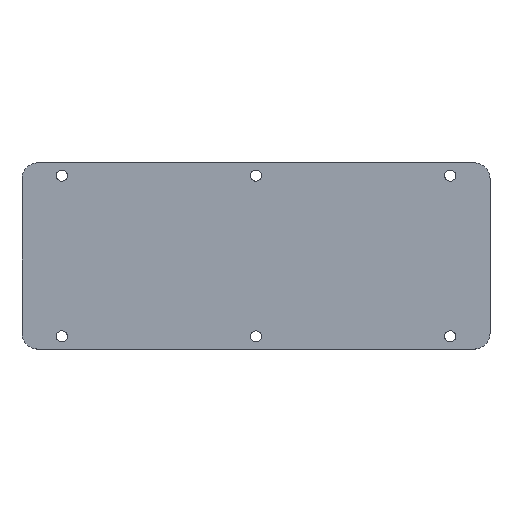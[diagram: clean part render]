
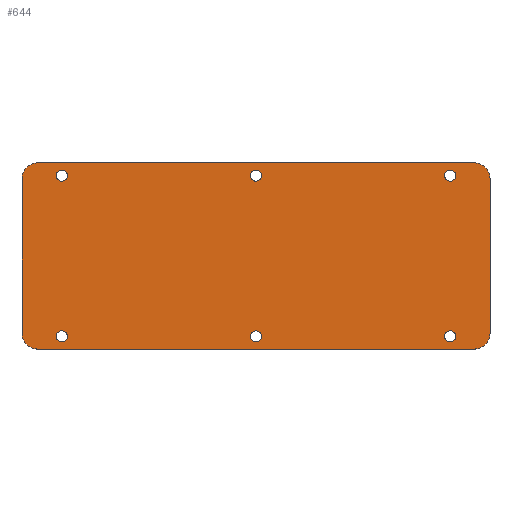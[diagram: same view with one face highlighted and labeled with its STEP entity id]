
A CAD part, top view. The second image highlights one B-rep face of the part: STEP entity #644.
In plain terms, the highlighted planar face has unit normal (0, 0, 1).
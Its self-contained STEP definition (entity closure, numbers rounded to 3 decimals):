
#468=AXIS2_PLACEMENT_3D('Circle Axis2P3D',#466,#467,$) ;
#482=AXIS2_PLACEMENT_3D('Plane Axis2P3D',#479,#480,#481) ;
#486=AXIS2_PLACEMENT_3D('Circle Axis2P3D',#484,#485,$) ;
#502=AXIS2_PLACEMENT_3D('Circle Axis2P3D',#500,#501,$) ;
#516=AXIS2_PLACEMENT_3D('Circle Axis2P3D',#514,#515,$) ;
#530=AXIS2_PLACEMENT_3D('Circle Axis2P3D',#528,#529,$) ;
#556=AXIS2_PLACEMENT_3D('Circle Axis2P3D',#554,#555,$) ;
#565=AXIS2_PLACEMENT_3D('Circle Axis2P3D',#563,#564,$) ;
#574=AXIS2_PLACEMENT_3D('Circle Axis2P3D',#572,#573,$) ;
#583=AXIS2_PLACEMENT_3D('Circle Axis2P3D',#581,#582,$) ;
#592=AXIS2_PLACEMENT_3D('Circle Axis2P3D',#590,#591,$) ;
#601=AXIS2_PLACEMENT_3D('Circle Axis2P3D',#599,#600,$) ;
#610=AXIS2_PLACEMENT_3D('Circle Axis2P3D',#608,#609,$) ;
#619=AXIS2_PLACEMENT_3D('Circle Axis2P3D',#617,#618,$) ;
#628=AXIS2_PLACEMENT_3D('Circle Axis2P3D',#626,#627,$) ;
#637=AXIS2_PLACEMENT_3D('Circle Axis2P3D',#635,#636,$) ;
#49=CARTESIAN_POINT('Vertex',(147.,112.5,6.)) ;
#53=CARTESIAN_POINT('Control Point',(147.,112.5,6.)) ;
#54=CARTESIAN_POINT('Control Point',(146.45,112.5,6.)) ;
#55=CARTESIAN_POINT('Control Point',(145.9,112.392,6.)) ;
#56=CARTESIAN_POINT('Control Point',(145.379,112.176,6.)) ;
#57=CARTESIAN_POINT('Control Point',(144.449,111.551,6.)) ;
#58=CARTESIAN_POINT('Control Point',(143.824,110.621,6.)) ;
#59=CARTESIAN_POINT('Control Point',(143.608,110.1,6.)) ;
#60=CARTESIAN_POINT('Control Point',(143.392,109.,6.)) ;
#61=CARTESIAN_POINT('Control Point',(143.608,107.9,6.)) ;
#62=CARTESIAN_POINT('Control Point',(143.824,107.379,6.)) ;
#63=CARTESIAN_POINT('Control Point',(144.449,106.449,6.)) ;
#64=CARTESIAN_POINT('Control Point',(145.379,105.824,6.)) ;
#65=CARTESIAN_POINT('Control Point',(145.9,105.608,6.)) ;
#66=CARTESIAN_POINT('Control Point',(146.45,105.5,6.)) ;
#67=CARTESIAN_POINT('Control Point',(147.,105.5,6.)) ;
#68=CARTESIAN_POINT('Vertex',(147.,105.5,6.)) ;
#466=CARTESIAN_POINT('Axis2P3D Location',(147.,109.,6.)) ;
#479=CARTESIAN_POINT('Axis2P3D Location',(284.,10.,6.)) ;
#484=CARTESIAN_POINT('Axis2P3D Location',(284.,10.,6.)) ;
#488=CARTESIAN_POINT('Vertex',(284.,0.,6.)) ;
#490=CARTESIAN_POINT('Vertex',(294.,10.,6.)) ;
#493=CARTESIAN_POINT('Line Origine',(294.,58.5,6.)) ;
#497=CARTESIAN_POINT('Vertex',(294.,107.,6.)) ;
#500=CARTESIAN_POINT('Axis2P3D Location',(284.,107.,6.)) ;
#504=CARTESIAN_POINT('Vertex',(284.,117.,6.)) ;
#507=CARTESIAN_POINT('Line Origine',(147.,117.,6.)) ;
#511=CARTESIAN_POINT('Vertex',(10.,117.,6.)) ;
#514=CARTESIAN_POINT('Axis2P3D Location',(10.,107.,6.)) ;
#518=CARTESIAN_POINT('Vertex',(0.,107.,6.)) ;
#521=CARTESIAN_POINT('Line Origine',(0.,58.5,6.)) ;
#525=CARTESIAN_POINT('Vertex',(0.,10.,6.)) ;
#528=CARTESIAN_POINT('Axis2P3D Location',(10.,10.,6.)) ;
#532=CARTESIAN_POINT('Vertex',(10.,0.,6.)) ;
#535=CARTESIAN_POINT('Line Origine',(147.,0.,6.)) ;
#554=CARTESIAN_POINT('Axis2P3D Location',(25.,109.,6.)) ;
#558=CARTESIAN_POINT('Vertex',(25.,105.5,6.)) ;
#560=CARTESIAN_POINT('Vertex',(25.,112.5,6.)) ;
#563=CARTESIAN_POINT('Axis2P3D Location',(25.,109.,6.)) ;
#572=CARTESIAN_POINT('Axis2P3D Location',(269.,109.,6.)) ;
#576=CARTESIAN_POINT('Vertex',(269.,105.5,6.)) ;
#578=CARTESIAN_POINT('Vertex',(269.,112.5,6.)) ;
#581=CARTESIAN_POINT('Axis2P3D Location',(269.,109.,6.)) ;
#590=CARTESIAN_POINT('Axis2P3D Location',(25.,8.,6.)) ;
#594=CARTESIAN_POINT('Vertex',(25.,4.5,6.)) ;
#596=CARTESIAN_POINT('Vertex',(25.,11.5,6.)) ;
#599=CARTESIAN_POINT('Axis2P3D Location',(25.,8.,6.)) ;
#608=CARTESIAN_POINT('Axis2P3D Location',(147.,8.,6.)) ;
#612=CARTESIAN_POINT('Vertex',(147.,4.5,6.)) ;
#614=CARTESIAN_POINT('Vertex',(147.,11.5,6.)) ;
#617=CARTESIAN_POINT('Axis2P3D Location',(147.,8.,6.)) ;
#626=CARTESIAN_POINT('Axis2P3D Location',(269.,8.,6.)) ;
#630=CARTESIAN_POINT('Vertex',(269.,4.5,6.)) ;
#632=CARTESIAN_POINT('Vertex',(269.,11.5,6.)) ;
#635=CARTESIAN_POINT('Axis2P3D Location',(269.,8.,6.)) ;
#467=DIRECTION('Axis2P3D Direction',(-0.,0.,1.)) ;
#480=DIRECTION('Axis2P3D Direction',(-0.,0.,1.)) ;
#481=DIRECTION('Axis2P3D XDirection',(0.,-1.,0.)) ;
#485=DIRECTION('Axis2P3D Direction',(-0.,0.,1.)) ;
#494=DIRECTION('Vector Direction',(0.,1.,0.)) ;
#501=DIRECTION('Axis2P3D Direction',(-0.,0.,1.)) ;
#508=DIRECTION('Vector Direction',(-1.,0.,0.)) ;
#515=DIRECTION('Axis2P3D Direction',(-0.,0.,1.)) ;
#522=DIRECTION('Vector Direction',(0.,-1.,0.)) ;
#529=DIRECTION('Axis2P3D Direction',(-0.,0.,1.)) ;
#536=DIRECTION('Vector Direction',(1.,0.,0.)) ;
#555=DIRECTION('Axis2P3D Direction',(-0.,0.,1.)) ;
#564=DIRECTION('Axis2P3D Direction',(-0.,0.,1.)) ;
#573=DIRECTION('Axis2P3D Direction',(-0.,0.,1.)) ;
#582=DIRECTION('Axis2P3D Direction',(-0.,0.,1.)) ;
#591=DIRECTION('Axis2P3D Direction',(-0.,0.,1.)) ;
#600=DIRECTION('Axis2P3D Direction',(-0.,0.,1.)) ;
#609=DIRECTION('Axis2P3D Direction',(-0.,0.,1.)) ;
#618=DIRECTION('Axis2P3D Direction',(-0.,0.,1.)) ;
#627=DIRECTION('Axis2P3D Direction',(-0.,0.,1.)) ;
#636=DIRECTION('Axis2P3D Direction',(-0.,0.,1.)) ;
#495=VECTOR('Line Direction',#494,1.) ;
#509=VECTOR('Line Direction',#508,1.) ;
#523=VECTOR('Line Direction',#522,1.) ;
#537=VECTOR('Line Direction',#536,1.) ;
#541=ORIENTED_EDGE('',*,*,#492,.T.) ;
#542=ORIENTED_EDGE('',*,*,#499,.T.) ;
#543=ORIENTED_EDGE('',*,*,#506,.T.) ;
#544=ORIENTED_EDGE('',*,*,#513,.T.) ;
#545=ORIENTED_EDGE('',*,*,#520,.T.) ;
#546=ORIENTED_EDGE('',*,*,#527,.T.) ;
#547=ORIENTED_EDGE('',*,*,#534,.T.) ;
#548=ORIENTED_EDGE('',*,*,#539,.T.) ;
#551=ORIENTED_EDGE('',*,*,#470,.F.) ;
#552=ORIENTED_EDGE('',*,*,#70,.F.) ;
#569=ORIENTED_EDGE('',*,*,#562,.F.) ;
#570=ORIENTED_EDGE('',*,*,#567,.F.) ;
#587=ORIENTED_EDGE('',*,*,#580,.F.) ;
#588=ORIENTED_EDGE('',*,*,#585,.F.) ;
#605=ORIENTED_EDGE('',*,*,#598,.F.) ;
#606=ORIENTED_EDGE('',*,*,#603,.F.) ;
#623=ORIENTED_EDGE('',*,*,#616,.F.) ;
#624=ORIENTED_EDGE('',*,*,#621,.F.) ;
#641=ORIENTED_EDGE('',*,*,#634,.F.) ;
#642=ORIENTED_EDGE('',*,*,#639,.F.) ;
#553=FACE_BOUND('',#550,.T.) ;
#571=FACE_BOUND('',#568,.T.) ;
#589=FACE_BOUND('',#586,.T.) ;
#607=FACE_BOUND('',#604,.T.) ;
#625=FACE_BOUND('',#622,.T.) ;
#643=FACE_BOUND('',#640,.T.) ;
#644=ADVANCED_FACE('Lineares Muster GPB',(#549,#553,#571,#589,#607,#625,#643),#483,.T.) ;
#52=B_SPLINE_CURVE_WITH_KNOTS('',5,(#53,#54,#55,#56,#57,#58,#59,#60,#61,#62,#63,#64,#65,#66,#67),.UNSPECIFIED.,.F.,.U.,(6,3,3,3,6),(-5.498,-2.749,0.,2.749,5.498),.UNSPECIFIED.) ;
#469=CIRCLE('generated circle',#468,3.5) ;
#487=CIRCLE('generated circle',#486,10.) ;
#503=CIRCLE('generated circle',#502,10.) ;
#517=CIRCLE('generated circle',#516,10.) ;
#531=CIRCLE('generated circle',#530,10.) ;
#557=CIRCLE('generated circle',#556,3.5) ;
#566=CIRCLE('generated circle',#565,3.5) ;
#575=CIRCLE('generated circle',#574,3.5) ;
#584=CIRCLE('generated circle',#583,3.5) ;
#593=CIRCLE('generated circle',#592,3.5) ;
#602=CIRCLE('generated circle',#601,3.5) ;
#611=CIRCLE('generated circle',#610,3.5) ;
#620=CIRCLE('generated circle',#619,3.5) ;
#629=CIRCLE('generated circle',#628,3.5) ;
#638=CIRCLE('generated circle',#637,3.5) ;
#70=EDGE_CURVE('',#50,#69,#52,.T.) ;
#470=EDGE_CURVE('',#69,#50,#469,.T.) ;
#492=EDGE_CURVE('',#489,#491,#487,.T.) ;
#499=EDGE_CURVE('',#491,#498,#496,.T.) ;
#506=EDGE_CURVE('',#498,#505,#503,.T.) ;
#513=EDGE_CURVE('',#505,#512,#510,.T.) ;
#520=EDGE_CURVE('',#512,#519,#517,.T.) ;
#527=EDGE_CURVE('',#519,#526,#524,.T.) ;
#534=EDGE_CURVE('',#526,#533,#531,.T.) ;
#539=EDGE_CURVE('',#533,#489,#538,.T.) ;
#562=EDGE_CURVE('',#559,#561,#557,.T.) ;
#567=EDGE_CURVE('',#561,#559,#566,.T.) ;
#580=EDGE_CURVE('',#577,#579,#575,.T.) ;
#585=EDGE_CURVE('',#579,#577,#584,.T.) ;
#598=EDGE_CURVE('',#595,#597,#593,.T.) ;
#603=EDGE_CURVE('',#597,#595,#602,.T.) ;
#616=EDGE_CURVE('',#613,#615,#611,.T.) ;
#621=EDGE_CURVE('',#615,#613,#620,.T.) ;
#634=EDGE_CURVE('',#631,#633,#629,.T.) ;
#639=EDGE_CURVE('',#633,#631,#638,.T.) ;
#540=EDGE_LOOP('',(#541,#542,#543,#544,#545,#546,#547,#548)) ;
#550=EDGE_LOOP('',(#551,#552)) ;
#568=EDGE_LOOP('',(#569,#570)) ;
#586=EDGE_LOOP('',(#587,#588)) ;
#604=EDGE_LOOP('',(#605,#606)) ;
#622=EDGE_LOOP('',(#623,#624)) ;
#640=EDGE_LOOP('',(#641,#642)) ;
#549=FACE_OUTER_BOUND('',#540,.T.) ;
#496=LINE('Line',#493,#495) ;
#510=LINE('Line',#507,#509) ;
#524=LINE('Line',#521,#523) ;
#538=LINE('Line',#535,#537) ;
#483=PLANE('',#482) ;
#50=VERTEX_POINT('',#49) ;
#69=VERTEX_POINT('',#68) ;
#489=VERTEX_POINT('',#488) ;
#491=VERTEX_POINT('',#490) ;
#498=VERTEX_POINT('',#497) ;
#505=VERTEX_POINT('',#504) ;
#512=VERTEX_POINT('',#511) ;
#519=VERTEX_POINT('',#518) ;
#526=VERTEX_POINT('',#525) ;
#533=VERTEX_POINT('',#532) ;
#559=VERTEX_POINT('',#558) ;
#561=VERTEX_POINT('',#560) ;
#577=VERTEX_POINT('',#576) ;
#579=VERTEX_POINT('',#578) ;
#595=VERTEX_POINT('',#594) ;
#597=VERTEX_POINT('',#596) ;
#613=VERTEX_POINT('',#612) ;
#615=VERTEX_POINT('',#614) ;
#631=VERTEX_POINT('',#630) ;
#633=VERTEX_POINT('',#632) ;
